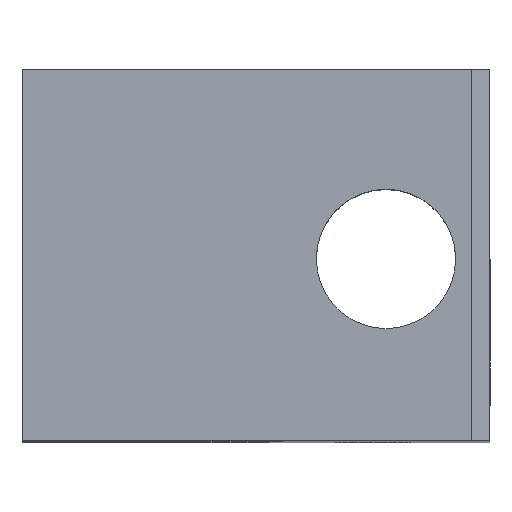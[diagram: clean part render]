
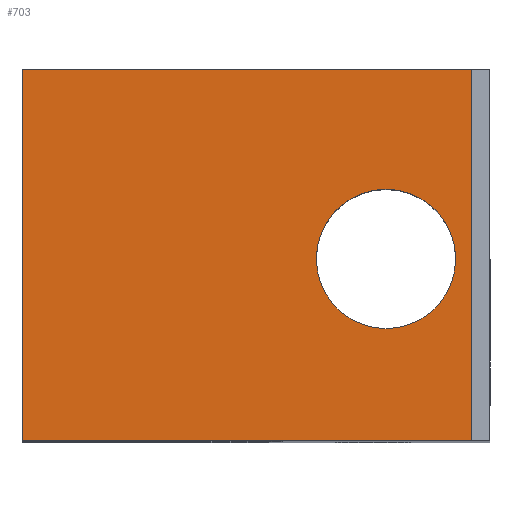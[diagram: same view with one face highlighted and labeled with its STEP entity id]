
A CAD part, top view. The second image highlights one B-rep face of the part: STEP entity #703.
In plain terms, the highlighted planar face has unit normal (0, 0, 1).
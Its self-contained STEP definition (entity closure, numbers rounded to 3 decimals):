
#20 = DIRECTION ( 'NONE',  ( -1., 0., 0. ) ) ;
#103 = CARTESIAN_POINT ( 'NONE',  ( 3.5, 4.9, 12.5 ) ) ;
#115 = ORIENTED_EDGE ( 'NONE', *, *, #630, .T. ) ;
#158 = LINE ( 'NONE', #964, #968 ) ;
#191 = DIRECTION ( 'NONE',  ( 0., 0., -1. ) ) ;
#261 = AXIS2_PLACEMENT_3D ( 'NONE', #103, #191, #798 ) ;
#269 = CARTESIAN_POINT ( 'NONE',  ( 5.8, 10., 12.5 ) ) ;
#285 = AXIS2_PLACEMENT_3D ( 'NONE', #1019, #1216, #20 ) ;
#297 = DIRECTION ( 'NONE',  ( -1., 0., 0. ) ) ;
#507 = ORIENTED_EDGE ( 'NONE', *, *, #1178, .T. ) ;
#524 = FACE_BOUND ( 'NONE', #543, .T. ) ;
#543 = EDGE_LOOP ( 'NONE', ( #115, #1239 ) ) ;
#602 = ORIENTED_EDGE ( 'NONE', *, *, #1167, .T. ) ;
#630 = EDGE_CURVE ( 'NONE', #808, #875, #959, .T. ) ;
#678 = VERTEX_POINT ( 'NONE', #1224 ) ;
#703 = ADVANCED_FACE ( 'NONE', ( #524, #923 ), #1014, .F. ) ;
#716 = DIRECTION ( 'NONE',  ( 0., -1., 0. ) ) ;
#740 = CARTESIAN_POINT ( 'NONE',  ( 5.8, 0., 12.5 ) ) ;
#749 = CIRCLE ( 'NONE', #261, 1.875 ) ;
#789 = DIRECTION ( 'NONE',  ( 0., 1., 0. ) ) ;
#798 = DIRECTION ( 'NONE',  ( -1., 0., 0. ) ) ;
#805 = LINE ( 'NONE', #1117, #815 ) ;
#808 = VERTEX_POINT ( 'NONE', #857 ) ;
#815 = VECTOR ( 'NONE', #716, 1000. ) ;
#851 = CARTESIAN_POINT ( 'NONE',  ( 5.375, 4.9, 12.5 ) ) ;
#857 = CARTESIAN_POINT ( 'NONE',  ( 1.625, 4.9, 12.5 ) ) ;
#868 = DIRECTION ( 'NONE',  ( 1., 0., 0. ) ) ;
#875 = VERTEX_POINT ( 'NONE', #851 ) ;
#883 = ORIENTED_EDGE ( 'NONE', *, *, #1219, .T. ) ;
#899 = CARTESIAN_POINT ( 'NONE',  ( 3.5, 4.9, 12.5 ) ) ;
#906 = EDGE_CURVE ( 'NONE', #1226, #987, #158, .T. ) ;
#907 = VERTEX_POINT ( 'NONE', #740 ) ;
#912 = VECTOR ( 'NONE', #988, 1000. ) ;
#923 = FACE_OUTER_BOUND ( 'NONE', #1137, .T. ) ;
#959 = CIRCLE ( 'NONE', #1130, 1.875 ) ;
#964 = CARTESIAN_POINT ( 'NONE',  ( -6.3, 10., 12.5 ) ) ;
#966 = CARTESIAN_POINT ( 'NONE',  ( -6.3, 0., 12.5 ) ) ;
#968 = VECTOR ( 'NONE', #868, 1000. ) ;
#987 = VERTEX_POINT ( 'NONE', #1237 ) ;
#988 = DIRECTION ( 'NONE',  ( 1., 0., 0. ) ) ;
#1014 = PLANE ( 'NONE',  #285 ) ;
#1019 = CARTESIAN_POINT ( 'NONE',  ( -6.3, 10., 12.5 ) ) ;
#1025 = ORIENTED_EDGE ( 'NONE', *, *, #906, .F. ) ;
#1082 = LINE ( 'NONE', #269, #1257 ) ;
#1117 = CARTESIAN_POINT ( 'NONE',  ( -6.3, 10., 12.5 ) ) ;
#1130 = AXIS2_PLACEMENT_3D ( 'NONE', #899, #1202, #297 ) ;
#1137 = EDGE_LOOP ( 'NONE', ( #602, #507, #1025, #883 ) ) ;
#1167 = EDGE_CURVE ( 'NONE', #678, #907, #1277, .T. ) ;
#1178 = EDGE_CURVE ( 'NONE', #907, #987, #1082, .T. ) ;
#1202 = DIRECTION ( 'NONE',  ( 0., 0., -1. ) ) ;
#1216 = DIRECTION ( 'NONE',  ( 0., 0., -1. ) ) ;
#1219 = EDGE_CURVE ( 'NONE', #1226, #678, #805, .T. ) ;
#1224 = CARTESIAN_POINT ( 'NONE',  ( -6.3, 0., 12.5 ) ) ;
#1223 = CARTESIAN_POINT ( 'NONE',  ( -6.3, 10., 12.5 ) ) ;
#1226 = VERTEX_POINT ( 'NONE', #1223 ) ;
#1237 = CARTESIAN_POINT ( 'NONE',  ( 5.8, 10., 12.5 ) ) ;
#1239 = ORIENTED_EDGE ( 'NONE', *, *, #1295, .T. ) ;
#1257 = VECTOR ( 'NONE', #789, 1000. ) ;
#1277 = LINE ( 'NONE', #966, #912 ) ;
#1295 = EDGE_CURVE ( 'NONE', #875, #808, #749, .T. ) ;
